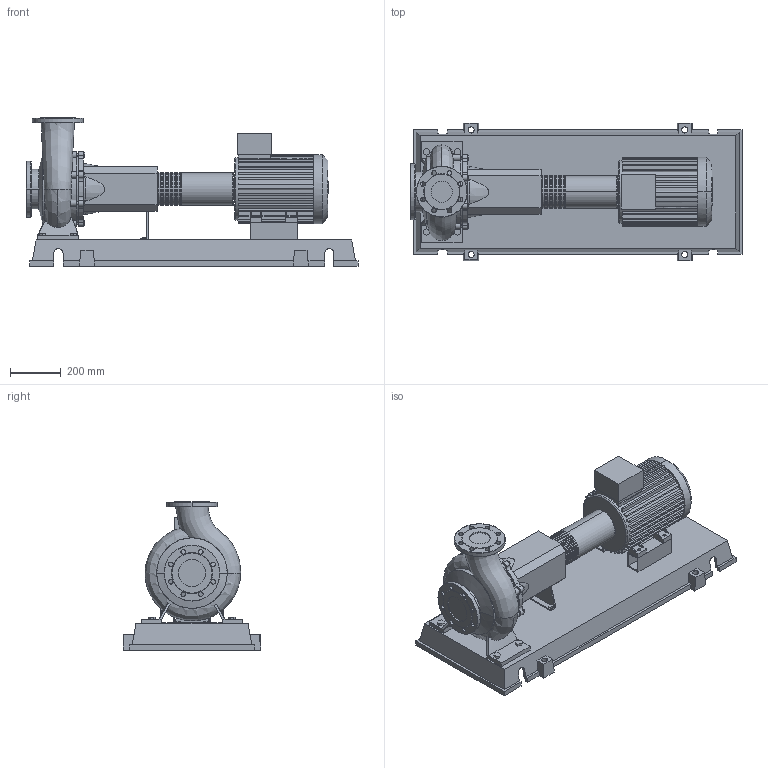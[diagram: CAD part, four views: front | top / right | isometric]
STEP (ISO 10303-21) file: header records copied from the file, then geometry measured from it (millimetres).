
FILE_DESCRIPTION((''),'2;1');
FILE_NAME('3d_NL80_250-5.5-4-12-4109269.stp','2015-03-03T07:20:12',(''),(''),'Mechanical Desktop 2009','Mechanical Desktop 2009',', , ');
FILE_SCHEMA(('CONFIG_CONTROL_DESIGN'));
Length unit declared in the file: millimetre
Products named in the file (1): Product
Bounding box: 1305 x 540 x 583 mm (x, y, z)
Volume: 61257988.1 mm3; surface area: 4008118.9 mm2
Topology: 13 solids, 13 shells, 881 faces, 2352 edges, 1547 vertices
Faces by surface type: plane 445, cylinder 249, bspline 159, cone 14, torus 14
Full cylindrical faces by diameter (mm): 277 x1
Entity records: 32025 total; most frequent: CARTESIAN_POINT 9817, ORIENTED_EDGE 4706, DIRECTION 4456, EDGE_CURVE 2353, VERTEX_POINT 1546, AXIS2_PLACEMENT_3D 1490, VECTOR 1476, LINE 1476
